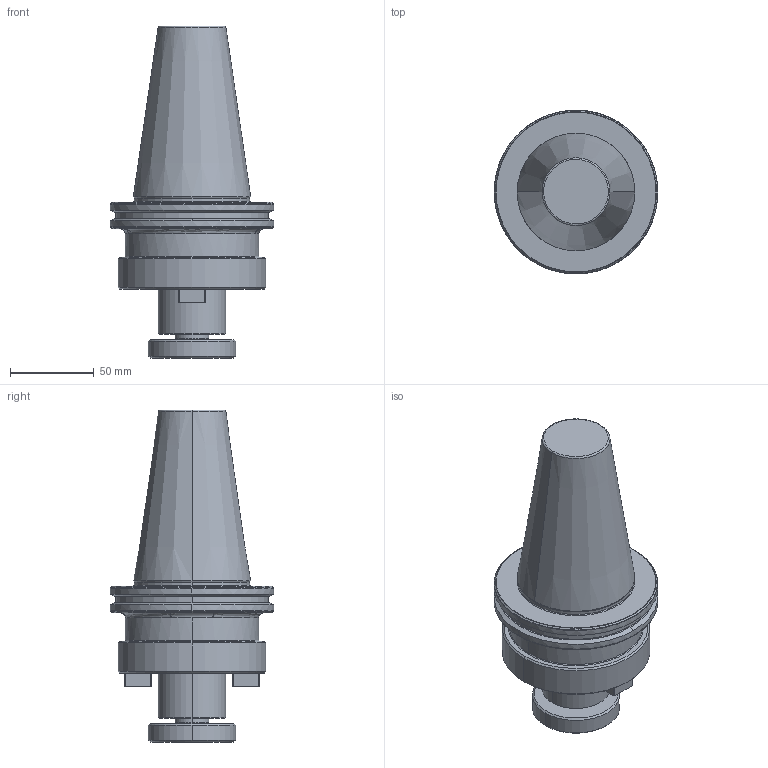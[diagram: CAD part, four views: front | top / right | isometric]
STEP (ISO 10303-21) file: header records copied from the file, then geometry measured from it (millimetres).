
FILE_DESCRIPTION (( 'STEP AP203' ), '1' );
FILE_NAME ('SK50 FMH40 055 AD-6.3G15000 SL SP.S.STEP', '2019-05-02T08:16:35', ( '' ), ( '' ), 'SwSTEP 2.0', 'SolidWorks 2014', '' );
FILE_SCHEMA (( 'CONFIG_CONTROL_DESIGN' ));
Length unit declared in the file: millimetre
Products named in the file (1): SK50 FMH40 055 AD-6.3G15000 SL SP.S
Bounding box: 97.5 x 97.5 x 197.75 mm (x, y, z)
Volume: 635226.9 mm3; surface area: 57326.9 mm2
Topology: 1 solids, 1 shells, 110 faces, 272 edges, 174 vertices
Faces by surface type: plane 28, bspline 22, cone 22, torus 20, cylinder 18
Entity records: 4945 total; most frequent: CARTESIAN_POINT 2324, ORIENTED_EDGE 544, DIRECTION 532, EDGE_CURVE 272, AXIS2_PLACEMENT_3D 222, VERTEX_POINT 174, CIRCLE 133, EDGE_LOOP 120
